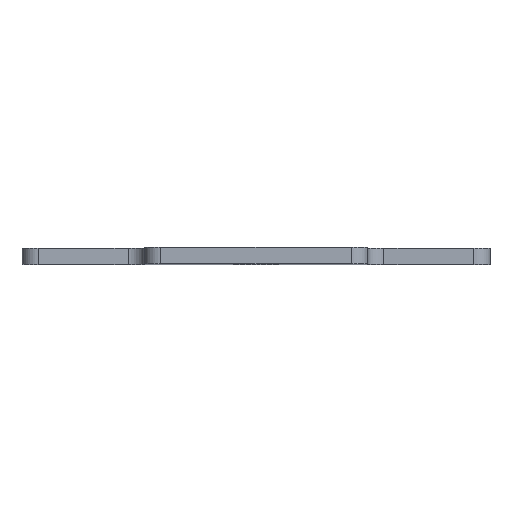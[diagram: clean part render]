
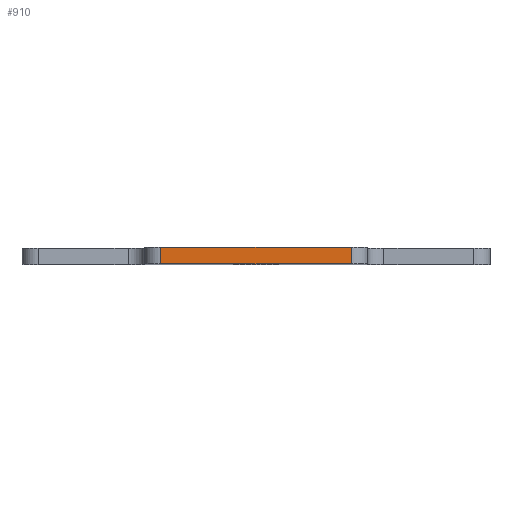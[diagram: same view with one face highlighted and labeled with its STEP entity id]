
A CAD part, top view. The second image highlights one B-rep face of the part: STEP entity #910.
In plain terms, the highlighted planar face has unit normal (0, 0, 1).
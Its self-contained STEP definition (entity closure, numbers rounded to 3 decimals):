
#31 = VERTEX_POINT ( 'NONE', #145 ) ;
#37 = LINE ( 'NONE', #671, #805 ) ;
#53 = ORIENTED_EDGE ( 'NONE', *, *, #529, .T. ) ;
#54 = EDGE_LOOP ( 'NONE', ( #421, #256, #465, #53 ) ) ;
#75 = VECTOR ( 'NONE', #694, 1000. ) ;
#106 = DIRECTION ( 'NONE',  ( 1., 0., 0. ) ) ;
#145 = CARTESIAN_POINT ( 'NONE',  ( 17.5, 0., 110.5 ) ) ;
#168 = EDGE_CURVE ( 'NONE', #453, #31, #626, .T. ) ;
#174 = PLANE ( 'NONE',  #415 ) ;
#182 = DIRECTION ( 'NONE',  ( 0., 0., 1. ) ) ;
#198 = CARTESIAN_POINT ( 'NONE',  ( -20.5, 0., 110.5 ) ) ;
#223 = LINE ( 'NONE', #510, #549 ) ;
#256 = ORIENTED_EDGE ( 'NONE', *, *, #703, .F. ) ;
#266 = LINE ( 'NONE', #614, #654 ) ;
#288 = CARTESIAN_POINT ( 'NONE',  ( 17.5, 3., 110.5 ) ) ;
#393 = EDGE_CURVE ( 'NONE', #686, #849, #37, .T. ) ;
#415 = AXIS2_PLACEMENT_3D ( 'NONE', #664, #182, #106 ) ;
#421 = ORIENTED_EDGE ( 'NONE', *, *, #393, .F. ) ;
#453 = VERTEX_POINT ( 'NONE', #538 ) ;
#465 = ORIENTED_EDGE ( 'NONE', *, *, #168, .T. ) ;
#501 = CARTESIAN_POINT ( 'NONE',  ( -17.5, 3., 110.5 ) ) ;
#510 = CARTESIAN_POINT ( 'NONE',  ( -17.5, 0., 110.5 ) ) ;
#529 = EDGE_CURVE ( 'NONE', #31, #849, #266, .T. ) ;
#538 = CARTESIAN_POINT ( 'NONE',  ( -17.5, 0., 110.5 ) ) ;
#549 = VECTOR ( 'NONE', #782, 1000. ) ;
#614 = CARTESIAN_POINT ( 'NONE',  ( 17.5, 0., 110.5 ) ) ;
#626 = LINE ( 'NONE', #198, #75 ) ;
#654 = VECTOR ( 'NONE', #693, 1000. ) ;
#664 = CARTESIAN_POINT ( 'NONE',  ( -20.5, 0., 110.5 ) ) ;
#671 = CARTESIAN_POINT ( 'NONE',  ( -20.5, 3., 110.5 ) ) ;
#686 = VERTEX_POINT ( 'NONE', #501 ) ;
#693 = DIRECTION ( 'NONE',  ( 0., 1., 0. ) ) ;
#694 = DIRECTION ( 'NONE',  ( 1., 0., 0. ) ) ;
#703 = EDGE_CURVE ( 'NONE', #453, #686, #223, .T. ) ;
#747 = FACE_OUTER_BOUND ( 'NONE', #54, .T. ) ;
#782 = DIRECTION ( 'NONE',  ( 0., 1., 0. ) ) ;
#805 = VECTOR ( 'NONE', #812, 1000. ) ;
#812 = DIRECTION ( 'NONE',  ( 1., 0., 0. ) ) ;
#849 = VERTEX_POINT ( 'NONE', #288 ) ;
#910 = ADVANCED_FACE ( 'NONE', ( #747 ), #174, .T. ) ;
